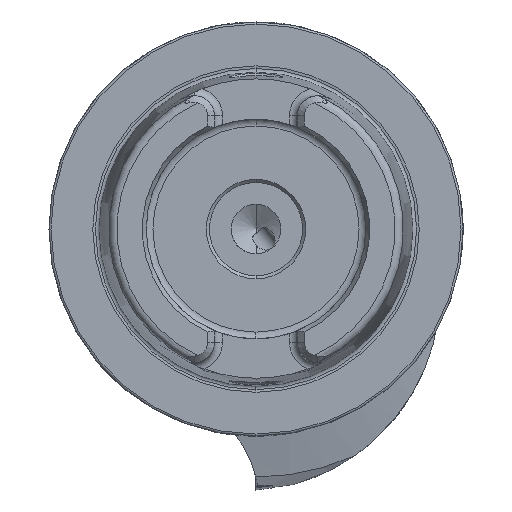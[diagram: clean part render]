
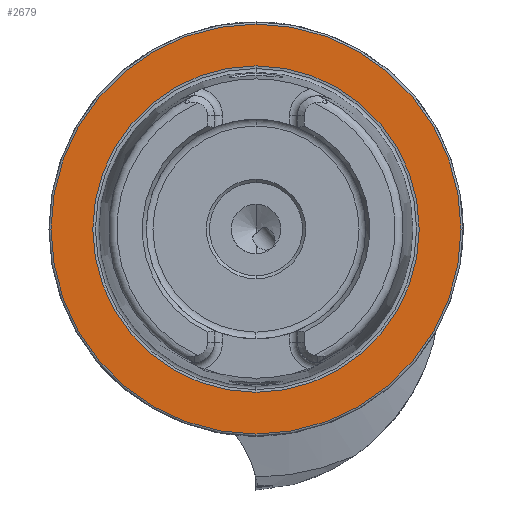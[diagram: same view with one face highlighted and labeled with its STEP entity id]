
A CAD part, left-side view. The second image highlights one B-rep face of the part: STEP entity #2679.
In plain terms, the highlighted planar face has unit normal (-1, 0, 0).
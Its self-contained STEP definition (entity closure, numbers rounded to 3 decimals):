
#169 = DIRECTION ( 'NONE',  ( -1., 0., 0. ) ) ;
#225 = ORIENTED_EDGE ( 'NONE', *, *, #15346, .F. ) ;
#724 = CARTESIAN_POINT ( 'NONE',  ( 0., 0., 49.5 ) ) ;
#1120 = DIRECTION ( 'NONE',  ( -1., 0., 0. ) ) ;
#1554 = DIRECTION ( 'NONE',  ( -1., 0., 0. ) ) ;
#2263 = VERTEX_POINT ( 'NONE', #10372 ) ;
#2679 = ADVANCED_FACE ( 'NONE', ( #12415, #12496 ), #10010, .F. ) ;
#2950 = ORIENTED_EDGE ( 'NONE', *, *, #13976, .T. ) ;
#3400 = CARTESIAN_POINT ( 'NONE',  ( 0., 49.5, 0. ) ) ;
#3650 = DIRECTION ( 'NONE',  ( 0., 0., 1. ) ) ;
#4086 = DIRECTION ( 'NONE',  ( 0., 0., 1. ) ) ;
#4148 = EDGE_LOOP ( 'NONE', ( #2950, #5235 ) ) ;
#4278 = CARTESIAN_POINT ( 'NONE',  ( 0., 0., 0. ) ) ;
#4400 = VERTEX_POINT ( 'NONE', #12153 ) ;
#4687 = EDGE_LOOP ( 'NONE', ( #9046, #225 ) ) ;
#4709 = EDGE_CURVE ( 'NONE', #14186, #5639, #8084, .T. ) ;
#4961 = CARTESIAN_POINT ( 'NONE',  ( 0., 0., 0. ) ) ;
#5235 = ORIENTED_EDGE ( 'NONE', *, *, #4709, .T. ) ;
#5639 = VERTEX_POINT ( 'NONE', #724 ) ;
#5675 = DIRECTION ( 'NONE',  ( 0., 0., 1. ) ) ;
#5706 = AXIS2_PLACEMENT_3D ( 'NONE', #4278, #16013, #15538 ) ;
#6105 = AXIS2_PLACEMENT_3D ( 'NONE', #3400, #7461, #8642 ) ;
#7461 = DIRECTION ( 'NONE',  ( 1., 0., 0. ) ) ;
#8084 = CIRCLE ( 'NONE', #12760, 49.5 ) ;
#8460 = CARTESIAN_POINT ( 'NONE',  ( 0., 0., -49.5 ) ) ;
#8463 = AXIS2_PLACEMENT_3D ( 'NONE', #10875, #169, #5675 ) ;
#8610 = EDGE_CURVE ( 'NONE', #2263, #4400, #13382, .T. ) ;
#8642 = DIRECTION ( 'NONE',  ( 0., 0., -1. ) ) ;
#9046 = ORIENTED_EDGE ( 'NONE', *, *, #8610, .F. ) ;
#9869 = AXIS2_PLACEMENT_3D ( 'NONE', #13336, #1554, #4086 ) ;
#10010 = PLANE ( 'NONE',  #6105 ) ;
#10372 = CARTESIAN_POINT ( 'NONE',  ( 0., 0., 39.405 ) ) ;
#10610 = CIRCLE ( 'NONE', #5706, 39.405 ) ;
#10875 = CARTESIAN_POINT ( 'NONE',  ( 0., 0., 0. ) ) ;
#10911 = CIRCLE ( 'NONE', #8463, 49.5 ) ;
#12153 = CARTESIAN_POINT ( 'NONE',  ( 0., 0., -39.405 ) ) ;
#12415 = FACE_BOUND ( 'NONE', #4687, .T. ) ;
#12496 = FACE_OUTER_BOUND ( 'NONE', #4148, .T. ) ;
#12760 = AXIS2_PLACEMENT_3D ( 'NONE', #4961, #1120, #3650 ) ;
#13336 = CARTESIAN_POINT ( 'NONE',  ( 0., 0., 0. ) ) ;
#13382 = CIRCLE ( 'NONE', #9869, 39.405 ) ;
#13976 = EDGE_CURVE ( 'NONE', #5639, #14186, #10911, .T. ) ;
#14186 = VERTEX_POINT ( 'NONE', #8460 ) ;
#15346 = EDGE_CURVE ( 'NONE', #4400, #2263, #10610, .T. ) ;
#15538 = DIRECTION ( 'NONE',  ( 0., 0., 1. ) ) ;
#16013 = DIRECTION ( 'NONE',  ( -1., 0., 0. ) ) ;
